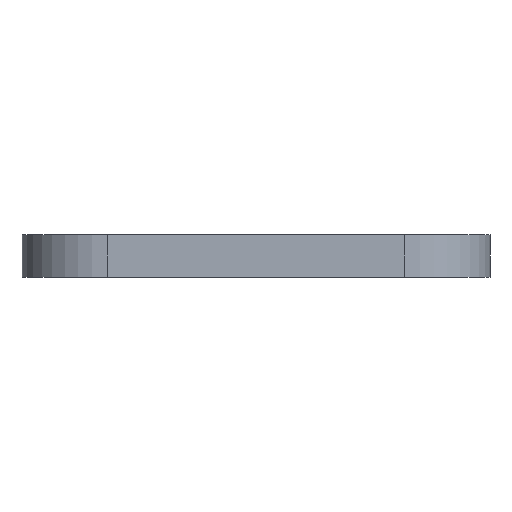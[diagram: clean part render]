
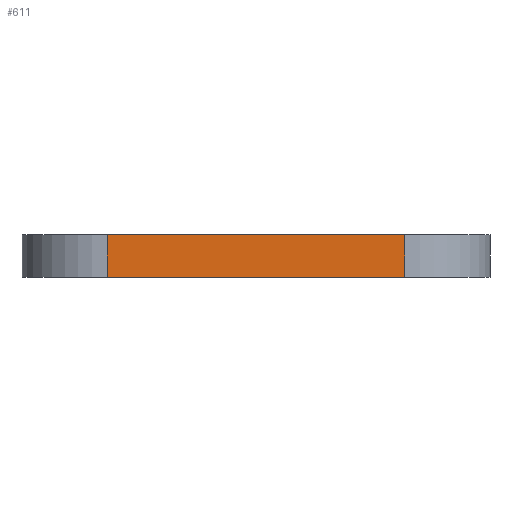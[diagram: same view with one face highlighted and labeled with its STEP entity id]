
A CAD part, left-side view. The second image highlights one B-rep face of the part: STEP entity #611.
In plain terms, the highlighted planar face has unit normal (-1, 0, 0).
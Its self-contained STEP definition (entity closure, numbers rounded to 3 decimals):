
#36 = CARTESIAN_POINT ( 'NONE',  ( 0., 0., -2. ) ) ;
#46 = DIRECTION ( 'NONE',  ( 0., 0., -1. ) ) ;
#61 = ORIENTED_EDGE ( 'NONE', *, *, #162, .T. ) ;
#66 = LINE ( 'NONE', #593, #434 ) ;
#83 = VERTEX_POINT ( 'NONE', #531 ) ;
#93 = CARTESIAN_POINT ( 'NONE',  ( 0., 4., 0. ) ) ;
#95 = DIRECTION ( 'NONE',  ( 0., -1., 0. ) ) ;
#97 = LINE ( 'NONE', #442, #222 ) ;
#102 = CARTESIAN_POINT ( 'NONE',  ( 0., 18., -2. ) ) ;
#123 = ORIENTED_EDGE ( 'NONE', *, *, #653, .T. ) ;
#162 = EDGE_CURVE ( 'NONE', #83, #658, #579, .T. ) ;
#205 = CARTESIAN_POINT ( 'NONE',  ( 0., 18., -2. ) ) ;
#217 = ORIENTED_EDGE ( 'NONE', *, *, #672, .F. ) ;
#222 = VECTOR ( 'NONE', #567, 1000. ) ;
#267 = ORIENTED_EDGE ( 'NONE', *, *, #431, .T. ) ;
#355 = DIRECTION ( 'NONE',  ( -1., 0., 0. ) ) ;
#386 = EDGE_LOOP ( 'NONE', ( #123, #267, #217, #61 ) ) ;
#414 = DIRECTION ( 'NONE',  ( 0., -1., 0. ) ) ;
#418 = DIRECTION ( 'NONE',  ( 0., 0., 1. ) ) ;
#431 = EDGE_CURVE ( 'NONE', #547, #602, #97, .T. ) ;
#434 = VECTOR ( 'NONE', #95, 1000. ) ;
#442 = CARTESIAN_POINT ( 'NONE',  ( 0., 4., -2. ) ) ;
#460 = CARTESIAN_POINT ( 'NONE',  ( 0., 4., -2. ) ) ;
#468 = CARTESIAN_POINT ( 'NONE',  ( 0., 0., -2. ) ) ;
#507 = VECTOR ( 'NONE', #46, 1000. ) ;
#514 = VECTOR ( 'NONE', #414, 1000. ) ;
#531 = CARTESIAN_POINT ( 'NONE',  ( 0., 18., 0. ) ) ;
#547 = VERTEX_POINT ( 'NONE', #460 ) ;
#554 = FACE_OUTER_BOUND ( 'NONE', #386, .T. ) ;
#567 = DIRECTION ( 'NONE',  ( 0., 0., 1. ) ) ;
#579 = LINE ( 'NONE', #102, #507 ) ;
#593 = CARTESIAN_POINT ( 'NONE',  ( 0., 0., 0. ) ) ;
#602 = VERTEX_POINT ( 'NONE', #93 ) ;
#611 = ADVANCED_FACE ( 'NONE', ( #554 ), #699, .T. ) ;
#648 = LINE ( 'NONE', #36, #514 ) ;
#653 = EDGE_CURVE ( 'NONE', #658, #547, #648, .T. ) ;
#658 = VERTEX_POINT ( 'NONE', #205 ) ;
#672 = EDGE_CURVE ( 'NONE', #83, #602, #66, .T. ) ;
#697 = AXIS2_PLACEMENT_3D ( 'NONE', #468, #355, #418 ) ;
#699 = PLANE ( 'NONE',  #697 ) ;
